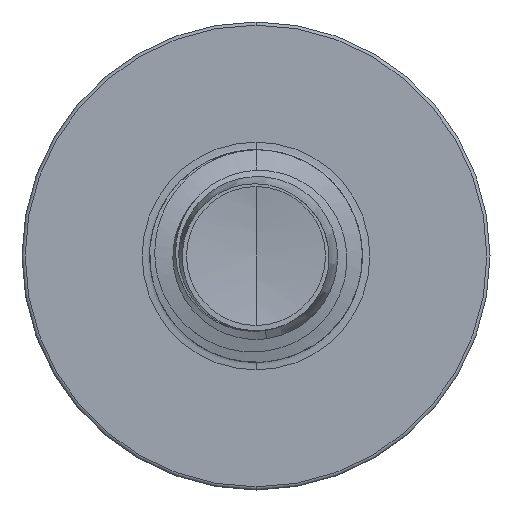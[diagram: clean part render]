
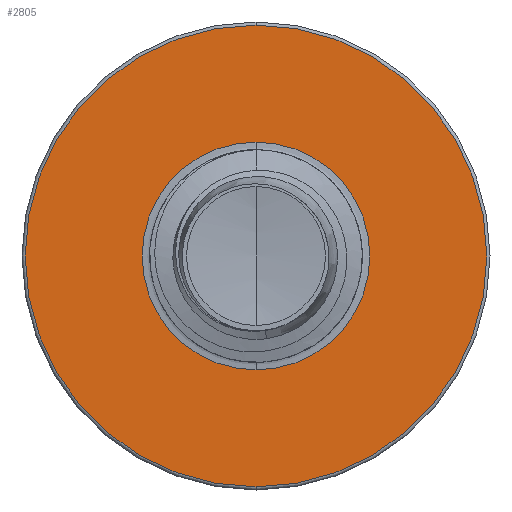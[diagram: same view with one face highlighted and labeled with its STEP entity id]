
A CAD part, front view. The second image highlights one B-rep face of the part: STEP entity #2805.
In plain terms, the highlighted planar face has unit normal (0, -1, 0).
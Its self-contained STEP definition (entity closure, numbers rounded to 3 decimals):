
#268 = DIRECTION ( 'NONE',  ( 0., 1., 0. ) ) ;
#385 = CARTESIAN_POINT ( 'NONE',  ( 0., 9., 0. ) ) ;
#1902 = VERTEX_POINT ( 'NONE', #5743 ) ;
#2186 = EDGE_CURVE ( 'NONE', #9955, #11116, #11847, .T. ) ;
#2258 = DIRECTION ( 'NONE',  ( 0., 0., 1. ) ) ;
#2425 = CARTESIAN_POINT ( 'NONE',  ( 0., 9., -2.677 ) ) ;
#2805 = ADVANCED_FACE ( 'NONE', ( #19890, #10149 ), #23067, .F. ) ;
#3622 = EDGE_CURVE ( 'NONE', #11116, #9955, #17006, .T. ) ;
#3854 = CIRCLE ( 'NONE', #15653, 2.677 ) ;
#4530 = EDGE_CURVE ( 'NONE', #1902, #11294, #3854, .T. ) ;
#4587 = ORIENTED_EDGE ( 'NONE', *, *, #2186, .F. ) ;
#4820 = DIRECTION ( 'NONE',  ( 0., 1., 0. ) ) ;
#5743 = CARTESIAN_POINT ( 'NONE',  ( 0., 9., 2.677 ) ) ;
#8420 = CARTESIAN_POINT ( 'NONE',  ( 0., 9., -5.425 ) ) ;
#8614 = AXIS2_PLACEMENT_3D ( 'NONE', #21977, #10986, #23806 ) ;
#8703 = EDGE_LOOP ( 'NONE', ( #17631, #11809 ) ) ;
#9214 = DIRECTION ( 'NONE',  ( 0., 1., 0. ) ) ;
#9694 = CARTESIAN_POINT ( 'NONE',  ( 0., 9., 5.425 ) ) ;
#9955 = VERTEX_POINT ( 'NONE', #9694 ) ;
#9993 = AXIS2_PLACEMENT_3D ( 'NONE', #11252, #268, #13091 ) ;
#10149 = FACE_BOUND ( 'NONE', #8703, .T. ) ;
#10986 = DIRECTION ( 'NONE',  ( 0., 1., 0. ) ) ;
#11116 = VERTEX_POINT ( 'NONE', #8420 ) ;
#11252 = CARTESIAN_POINT ( 'NONE',  ( 0., 9., 0. ) ) ;
#11294 = VERTEX_POINT ( 'NONE', #2425 ) ;
#11809 = ORIENTED_EDGE ( 'NONE', *, *, #23075, .T. ) ;
#11847 = CIRCLE ( 'NONE', #15797, 5.425 ) ;
#13040 = CIRCLE ( 'NONE', #8614, 2.677 ) ;
#13091 = DIRECTION ( 'NONE',  ( 0., 0., 1. ) ) ;
#13209 = DIRECTION ( 'NONE',  ( 0., 1., 0. ) ) ;
#13660 = EDGE_LOOP ( 'NONE', ( #4587, #21747 ) ) ;
#14110 = AXIS2_PLACEMENT_3D ( 'NONE', #22916, #4820, #17610 ) ;
#15653 = AXIS2_PLACEMENT_3D ( 'NONE', #20186, #9214, #22041 ) ;
#15797 = AXIS2_PLACEMENT_3D ( 'NONE', #385, #13209, #2258 ) ;
#17006 = CIRCLE ( 'NONE', #9993, 5.425 ) ;
#17610 = DIRECTION ( 'NONE',  ( 0., 0., 1. ) ) ;
#17631 = ORIENTED_EDGE ( 'NONE', *, *, #4530, .T. ) ;
#19890 = FACE_OUTER_BOUND ( 'NONE', #13660, .T. ) ;
#20186 = CARTESIAN_POINT ( 'NONE',  ( 0., 9., 0. ) ) ;
#21747 = ORIENTED_EDGE ( 'NONE', *, *, #3622, .F. ) ;
#21977 = CARTESIAN_POINT ( 'NONE',  ( 0., 9., 0. ) ) ;
#22041 = DIRECTION ( 'NONE',  ( 0., 0., 1. ) ) ;
#22916 = CARTESIAN_POINT ( 'NONE',  ( 0., 9., -2.677 ) ) ;
#23067 = PLANE ( 'NONE',  #14110 ) ;
#23075 = EDGE_CURVE ( 'NONE', #11294, #1902, #13040, .T. ) ;
#23806 = DIRECTION ( 'NONE',  ( 0., 0., 1. ) ) ;
